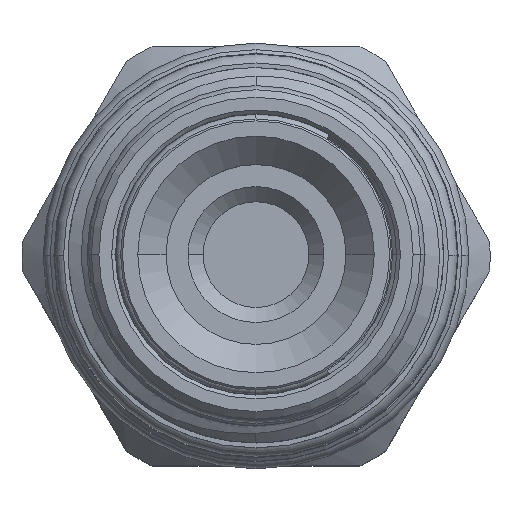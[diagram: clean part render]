
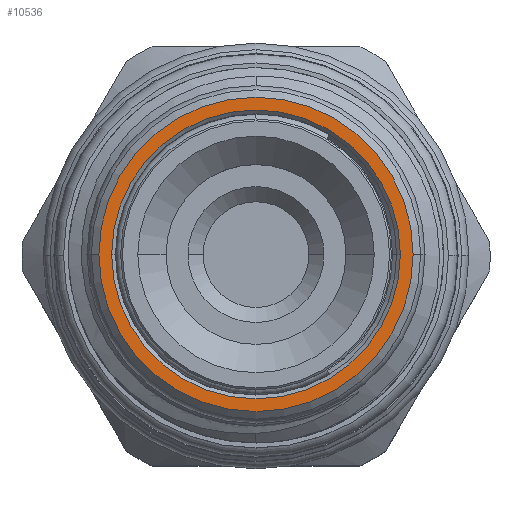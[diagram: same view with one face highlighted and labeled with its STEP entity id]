
A CAD part, top view. The second image highlights one B-rep face of the part: STEP entity #10536.
In plain terms, the highlighted planar face has unit normal (0, 0, 1).
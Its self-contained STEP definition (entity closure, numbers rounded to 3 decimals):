
#225 = VERTEX_POINT ( 'NONE', #6105 ) ;
#267 = VERTEX_POINT ( 'NONE', #6180 ) ;
#299 = VERTEX_POINT ( 'NONE', #6212 ) ;
#1141 = VERTEX_POINT ( 'NONE', #8109 ) ;
#2302 = CARTESIAN_POINT ( 'NONE',  ( 0., 0., 65.6 ) ) ;
#2303 = DIRECTION ( 'NONE',  ( 0., 0., -1. ) ) ;
#2304 = DIRECTION ( 'NONE',  ( -1., 0., 0. ) ) ;
#2607 = CIRCLE ( 'NONE', #7459, 8.325 ) ;
#2618 = CIRCLE ( 'NONE', #7595, 7.65 ) ;
#2835 = CIRCLE ( 'NONE', #7738, 8.325 ) ;
#3010 = CARTESIAN_POINT ( 'NONE',  ( 0., 7.45, 65.6 ) ) ;
#3018 = PLANE ( 'NONE',  #7556 ) ;
#3020 = DIRECTION ( 'NONE',  ( 0., 0., 1. ) ) ;
#3021 = DIRECTION ( 'NONE',  ( -1., 0., 0. ) ) ;
#4838 = EDGE_LOOP ( 'NONE', ( #8247, #8235 ) ) ;
#6105 = CARTESIAN_POINT ( 'NONE',  ( 8.325, 0., 65.6 ) ) ;
#6180 = CARTESIAN_POINT ( 'NONE',  ( -8.325, 0., 65.6 ) ) ;
#6212 = CARTESIAN_POINT ( 'NONE',  ( -7.65, 0., 65.6 ) ) ;
#7459 = AXIS2_PLACEMENT_3D ( 'NONE', #9895, #9896, #9898 ) ;
#7556 = AXIS2_PLACEMENT_3D ( 'NONE', #3010, #3020, #3021 ) ;
#7595 = AXIS2_PLACEMENT_3D ( 'NONE', #9970, #9971, #9973 ) ;
#7738 = AXIS2_PLACEMENT_3D ( 'NONE', #10776, #10777, #10778 ) ;
#7757 = AXIS2_PLACEMENT_3D ( 'NONE', #2302, #2303, #2304 ) ;
#8018 = EDGE_LOOP ( 'NONE', ( #8234, #8237 ) ) ;
#8109 = CARTESIAN_POINT ( 'NONE',  ( 7.65, 0., 65.6 ) ) ;
#8234 = ORIENTED_EDGE ( 'NONE', *, *, #11159, .T. ) ;
#8235 = ORIENTED_EDGE ( 'NONE', *, *, #11419, .T. ) ;
#8237 = ORIENTED_EDGE ( 'NONE', *, *, #11429, .T. ) ;
#8247 = ORIENTED_EDGE ( 'NONE', *, *, #11558, .T. ) ;
#8917 = FACE_BOUND ( 'NONE', #8018, .T. ) ;
#8920 = FACE_OUTER_BOUND ( 'NONE', #4838, .T. ) ;
#9219 = CIRCLE ( 'NONE', #7757, 7.65 ) ;
#9895 = CARTESIAN_POINT ( 'NONE',  ( 0., 0., 65.6 ) ) ;
#9896 = DIRECTION ( 'NONE',  ( 0., 0., 1. ) ) ;
#9898 = DIRECTION ( 'NONE',  ( -1., 0., 0. ) ) ;
#9970 = CARTESIAN_POINT ( 'NONE',  ( 0., 0., 65.6 ) ) ;
#9971 = DIRECTION ( 'NONE',  ( 0., 0., -1. ) ) ;
#9973 = DIRECTION ( 'NONE',  ( -1., 0., 0. ) ) ;
#10536 = ADVANCED_FACE ( 'NONE', ( #8920, #8917 ), #3018, .T. ) ;
#10776 = CARTESIAN_POINT ( 'NONE',  ( 0., 0., 65.6 ) ) ;
#10777 = DIRECTION ( 'NONE',  ( 0., 0., 1. ) ) ;
#10778 = DIRECTION ( 'NONE',  ( -1., 0., 0. ) ) ;
#11159 = EDGE_CURVE ( 'NONE', #299, #1141, #9219, .T. ) ;
#11419 = EDGE_CURVE ( 'NONE', #267, #225, #2607, .T. ) ;
#11429 = EDGE_CURVE ( 'NONE', #1141, #299, #2618, .T. ) ;
#11558 = EDGE_CURVE ( 'NONE', #225, #267, #2835, .T. ) ;
